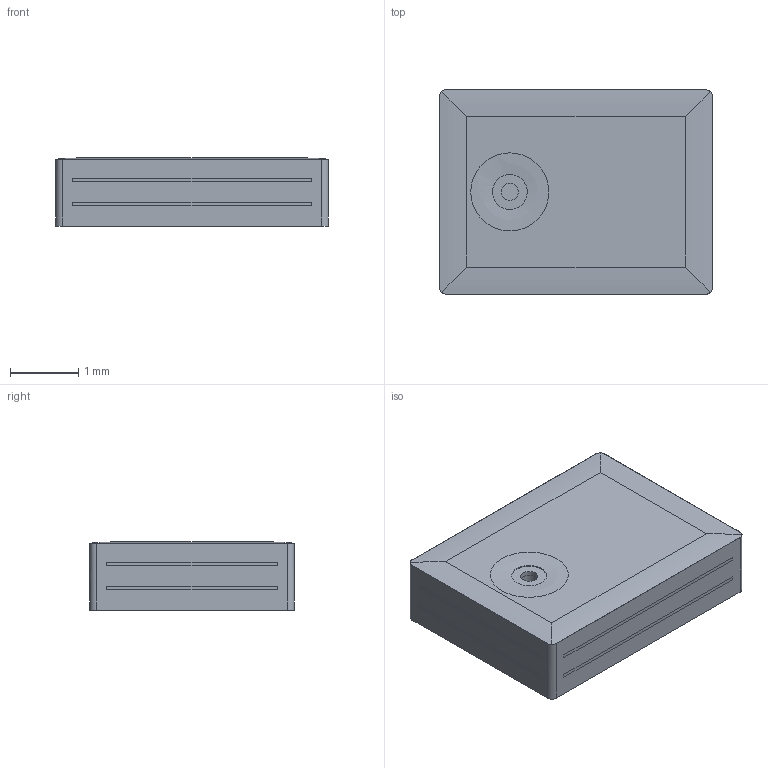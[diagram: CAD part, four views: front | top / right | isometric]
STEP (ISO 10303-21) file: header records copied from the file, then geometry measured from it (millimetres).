
FILE_DESCRIPTION(/* description */ (''),/* implementation_level */ '2;1');
FILE_NAME(/* name */ 'SPK0641HT4H-1.step',/* time_stamp */ '2023-08-16T14:54:31+08:00',/* author */ (''),/* organization */ (''),/* preprocessor_version */ 'ST-DEVELOPER v20',/* originating_system */ 'Autodesk Translation Framework v12.9.0.99',/* authorisation */ '');
FILE_SCHEMA (('AUTOMOTIVE_DESIGN { 1 0 10303 214 3 1 1 }'));
Length unit declared in the file: millimetre
Products named in the file (1): SPK0641HT4H-1
Bounding box: 4 x 3 x 1 mm (x, y, z)
Volume: 11.9 mm3; surface area: 141.1 mm2
Topology: 4 solids, 4 shells, 164 faces, 450 edges, 300 vertices
Faces by surface type: plane 150, cylinder 13, bspline 1
Full cylindrical faces by diameter (mm): 0.25 x3, 0.51 x2
Entity records: 5289 total; most frequent: CARTESIAN_POINT 993, ORIENTED_EDGE 900, DIRECTION 799, EDGE_CURVE 450, LINE 413, VECTOR 413, VERTEX_POINT 300, EDGE_LOOP 202
